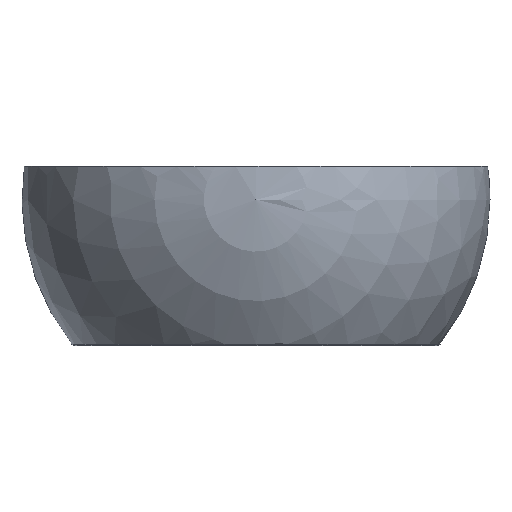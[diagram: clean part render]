
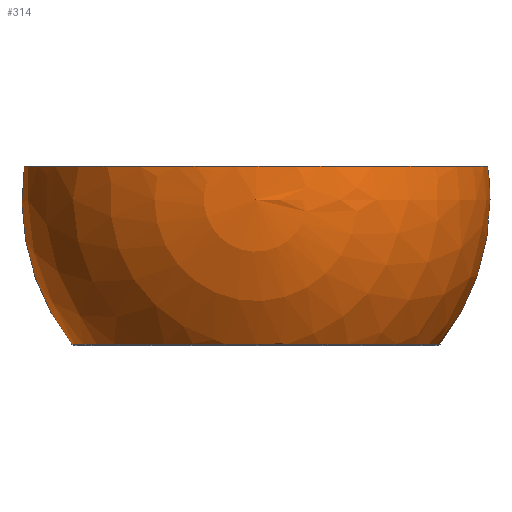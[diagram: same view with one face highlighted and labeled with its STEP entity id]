
A CAD part, front view. The second image highlights one B-rep face of the part: STEP entity #314.
In plain terms, the highlighted spherical face has radius 44.817 mm.
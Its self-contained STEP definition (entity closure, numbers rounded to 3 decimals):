
#66 = CARTESIAN_POINT ( 'NONE',  ( 0., 0., -27.648 ) ) ;
#142 = CARTESIAN_POINT ( 'NONE',  ( -44.364, 0., 6.35 ) ) ;
#218 = CARTESIAN_POINT ( 'NONE',  ( 0., 0., 6.35 ) ) ;
#222 = AXIS2_PLACEMENT_3D ( 'NONE', #66, #839, #2331 ) ;
#254 = CIRCLE ( 'NONE', #307, 44.364 ) ;
#271 = EDGE_LOOP ( 'NONE', ( #1992, #1753, #304, #710 ) ) ;
#304 = ORIENTED_EDGE ( 'NONE', *, *, #1640, .T. ) ;
#307 = AXIS2_PLACEMENT_3D ( 'NONE', #218, #974, #1349 ) ;
#314 = ADVANCED_FACE ( 'NONE', ( #356 ), #701, .T. ) ;
#356 = FACE_OUTER_BOUND ( 'NONE', #271, .T. ) ;
#417 = VERTEX_POINT ( 'NONE', #142 ) ;
#419 = CARTESIAN_POINT ( 'NONE',  ( 0., 0., 0. ) ) ;
#490 = CIRCLE ( 'NONE', #222, 35.272 ) ;
#609 = AXIS2_PLACEMENT_3D ( 'NONE', #419, #977, #618 ) ;
#618 = DIRECTION ( 'NONE',  ( 1., 0., 0. ) ) ;
#701 = SPHERICAL_SURFACE ( 'NONE', #2203, 44.817 ) ;
#710 = ORIENTED_EDGE ( 'NONE', *, *, #1594, .F. ) ;
#820 = DIRECTION ( 'NONE',  ( 0., 1., 0. ) ) ;
#827 = CARTESIAN_POINT ( 'NONE',  ( 44.364, 0., 6.35 ) ) ;
#839 = DIRECTION ( 'NONE',  ( 0., 0., 1. ) ) ;
#974 = DIRECTION ( 'NONE',  ( 0., 0., 1. ) ) ;
#977 = DIRECTION ( 'NONE',  ( 0., -1., 0. ) ) ;
#1015 = CARTESIAN_POINT ( 'NONE',  ( 35.272, 0., -27.648 ) ) ;
#1026 = CARTESIAN_POINT ( 'NONE',  ( -35.272, 0., -27.648 ) ) ;
#1251 = VERTEX_POINT ( 'NONE', #1026 ) ;
#1259 = VERTEX_POINT ( 'NONE', #827 ) ;
#1286 = AXIS2_PLACEMENT_3D ( 'NONE', #2140, #820, #1414 ) ;
#1349 = DIRECTION ( 'NONE',  ( 1., 0., 0. ) ) ;
#1414 = DIRECTION ( 'NONE',  ( 0., 0., 1. ) ) ;
#1424 = EDGE_CURVE ( 'NONE', #417, #1259, #254, .T. ) ;
#1583 = VERTEX_POINT ( 'NONE', #1015 ) ;
#1594 = EDGE_CURVE ( 'NONE', #1259, #1583, #1804, .T. ) ;
#1605 = DIRECTION ( 'NONE',  ( 0., -1., 0. ) ) ;
#1640 = EDGE_CURVE ( 'NONE', #1251, #1583, #490, .T. ) ;
#1753 = ORIENTED_EDGE ( 'NONE', *, *, #2100, .T. ) ;
#1776 = DIRECTION ( 'NONE',  ( 1., 0., 0. ) ) ;
#1804 = CIRCLE ( 'NONE', #1286, 44.817 ) ;
#1992 = ORIENTED_EDGE ( 'NONE', *, *, #1424, .F. ) ;
#2100 = EDGE_CURVE ( 'NONE', #417, #1251, #2270, .T. ) ;
#2140 = CARTESIAN_POINT ( 'NONE',  ( 0., 0., 0. ) ) ;
#2203 = AXIS2_PLACEMENT_3D ( 'NONE', #2340, #1605, #1776 ) ;
#2270 = CIRCLE ( 'NONE', #609, 44.817 ) ;
#2331 = DIRECTION ( 'NONE',  ( 1., 0., 0. ) ) ;
#2340 = CARTESIAN_POINT ( 'NONE',  ( 0., 0., 0. ) ) ;
